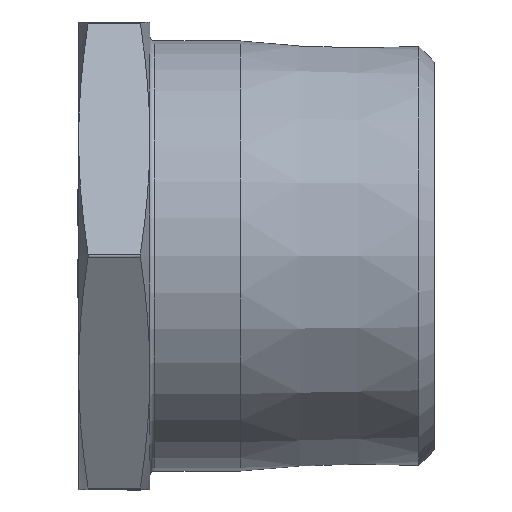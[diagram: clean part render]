
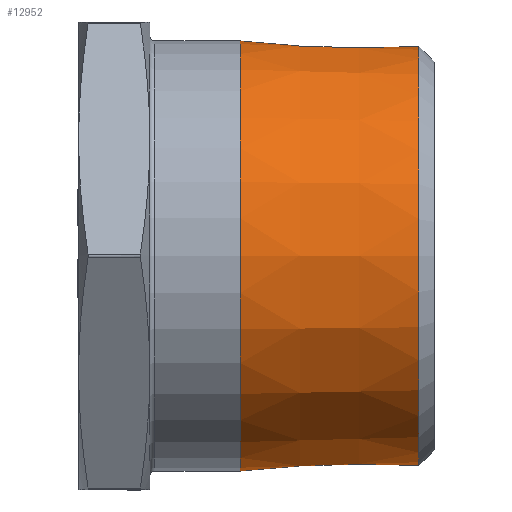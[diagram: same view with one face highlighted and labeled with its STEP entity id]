
A CAD part, top view. The second image highlights one B-rep face of the part: STEP entity #12952.
In plain terms, the highlighted conical face has half-angle 1.79 degrees and reference radius 20.955 mm.
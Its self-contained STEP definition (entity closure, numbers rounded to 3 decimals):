
#202 = EDGE_CURVE ( 'NONE', #3204, #3204, #2328, .T. ) ;
#389 = EDGE_LOOP ( 'NONE', ( #814 ) ) ;
#406 = EDGE_LOOP ( 'NONE', ( #828 ) ) ;
#814 = ORIENTED_EDGE ( 'NONE', *, *, #202, .F. ) ;
#828 = ORIENTED_EDGE ( 'NONE', *, *, #11529, .T. ) ;
#2325 = AXIS2_PLACEMENT_3D ( 'NONE', #3581, #3607, #3602 ) ;
#2328 = CIRCLE ( 'NONE', #2325, 21.155 ) ;
#3201 = CARTESIAN_POINT ( 'NONE',  ( -1.55, 17.45, -21.155 ) ) ;
#3204 = VERTEX_POINT ( 'NONE', #3201 ) ;
#3206 = CARTESIAN_POINT ( 'NONE',  ( 16.023, 17.45, 20.606 ) ) ;
#3223 = VERTEX_POINT ( 'NONE', #3206 ) ;
#3581 = CARTESIAN_POINT ( 'NONE',  ( -1.55, 17.45, 0. ) ) ;
#3602 = DIRECTION ( 'NONE',  ( 0., 0., -1. ) ) ;
#3607 = DIRECTION ( 'NONE',  ( -1., 0., 0. ) ) ;
#7163 = CONICAL_SURFACE ( 'NONE', #7189, 20.955, 0.031 ) ;
#7189 = AXIS2_PLACEMENT_3D ( 'NONE', #12184, #12183, #12192 ) ;
#8877 = CARTESIAN_POINT ( 'NONE',  ( 16.023, 17.45, 0. ) ) ;
#8878 = DIRECTION ( 'NONE',  ( -1., 0., 0. ) ) ;
#8879 = DIRECTION ( 'NONE',  ( 0., 0., 1. ) ) ;
#10825 = CIRCLE ( 'NONE', #10828, 20.606 ) ;
#10828 = AXIS2_PLACEMENT_3D ( 'NONE', #8877, #8878, #8879 ) ;
#11529 = EDGE_CURVE ( 'NONE', #3223, #3223, #10825, .T. ) ;
#12086 = FACE_BOUND ( 'NONE', #406, .T. ) ;
#12183 = DIRECTION ( 'NONE',  ( -1., 0., 0. ) ) ;
#12184 = CARTESIAN_POINT ( 'NONE',  ( 4.85, 17.45, 0. ) ) ;
#12192 = DIRECTION ( 'NONE',  ( 0., 0., -1. ) ) ;
#12212 = FACE_OUTER_BOUND ( 'NONE', #389, .T. ) ;
#12952 = ADVANCED_FACE ( 'NONE', ( #12086, #12212 ), #7163, .T. ) ;
